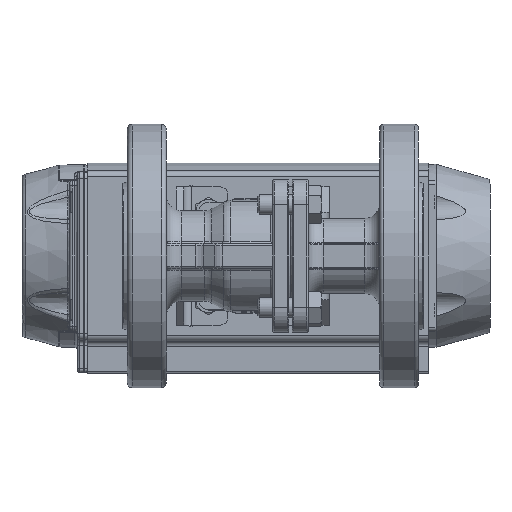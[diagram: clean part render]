
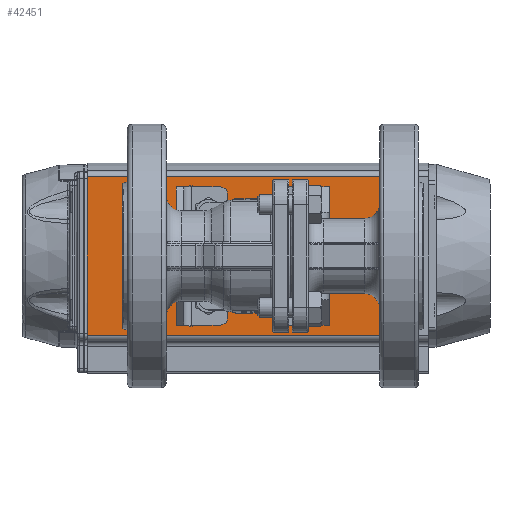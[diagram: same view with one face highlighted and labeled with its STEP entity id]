
A CAD part, front view. The second image highlights one B-rep face of the part: STEP entity #42451.
In plain terms, the highlighted planar face has unit normal (0, -1, 0).
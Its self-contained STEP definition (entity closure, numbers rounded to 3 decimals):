
#4165=LINE('',#115642,#6510);
#4167=LINE('',#115649,#6512);
#4179=LINE('',#115701,#6524);
#4180=LINE('',#115707,#6525);
#6510=VECTOR('',#57309,1000.);
#6512=VECTOR('',#57315,1000.);
#6524=VECTOR('',#57361,1000.);
#6525=VECTOR('',#57364,1000.);
#19995=ORIENTED_EDGE('',*,*,#26265,.F.);
#19996=ORIENTED_EDGE('',*,*,#26295,.T.);
#19997=ORIENTED_EDGE('',*,*,#26268,.T.);
#19998=ORIENTED_EDGE('',*,*,#26293,.F.);
#19999=ORIENTED_EDGE('',*,*,#26161,.T.);
#20000=ORIENTED_EDGE('',*,*,#26186,.T.);
#20001=ORIENTED_EDGE('',*,*,#26188,.T.);
#20002=ORIENTED_EDGE('',*,*,#26190,.T.);
#20003=ORIENTED_EDGE('',*,*,#26192,.T.);
#20004=ORIENTED_EDGE('',*,*,#26194,.T.);
#20005=ORIENTED_EDGE('',*,*,#26196,.T.);
#20006=ORIENTED_EDGE('',*,*,#26198,.T.);
#20007=ORIENTED_EDGE('',*,*,#26200,.T.);
#26161=EDGE_CURVE('',#30275,#30275,#32295,.T.);
#26186=EDGE_CURVE('',#30300,#30300,#32320,.T.);
#26188=EDGE_CURVE('',#30302,#30302,#32322,.T.);
#26190=EDGE_CURVE('',#30304,#30304,#32324,.T.);
#26192=EDGE_CURVE('',#30306,#30306,#32326,.T.);
#26194=EDGE_CURVE('',#30308,#30308,#32328,.T.);
#26196=EDGE_CURVE('',#30310,#30310,#32330,.T.);
#26198=EDGE_CURVE('',#30312,#30312,#32332,.T.);
#26200=EDGE_CURVE('',#30314,#30314,#32334,.T.);
#26265=EDGE_CURVE('',#30392,#30367,#4165,.T.);
#26268=EDGE_CURVE('',#30396,#30395,#4167,.T.);
#26293=EDGE_CURVE('',#30367,#30395,#4179,.T.);
#26295=EDGE_CURVE('',#30392,#30396,#4180,.T.);
#30275=VERTEX_POINT('',#115356);
#30300=VERTEX_POINT('',#115419);
#30302=VERTEX_POINT('',#115424);
#30304=VERTEX_POINT('',#115429);
#30306=VERTEX_POINT('',#115434);
#30308=VERTEX_POINT('',#115439);
#30310=VERTEX_POINT('',#115444);
#30312=VERTEX_POINT('',#115449);
#30314=VERTEX_POINT('',#115454);
#30367=VERTEX_POINT('',#115591);
#30392=VERTEX_POINT('',#115641);
#30395=VERTEX_POINT('',#115648);
#30396=VERTEX_POINT('',#115650);
#32295=CIRCLE('',#46904,14.635);
#32320=CIRCLE('',#46942,3.324);
#32322=CIRCLE('',#46945,3.324);
#32324=CIRCLE('',#46948,3.324);
#32326=CIRCLE('',#46951,3.324);
#32328=CIRCLE('',#46954,2.459);
#32330=CIRCLE('',#46957,2.459);
#32332=CIRCLE('',#46960,2.459);
#32334=CIRCLE('',#46963,2.459);
#35593=EDGE_LOOP('',(#19995,#19996,#19997,#19998));
#35594=EDGE_LOOP('',(#19999));
#35595=EDGE_LOOP('',(#20000));
#35596=EDGE_LOOP('',(#20001));
#35597=EDGE_LOOP('',(#20002));
#35598=EDGE_LOOP('',(#20003));
#35599=EDGE_LOOP('',(#20004));
#35600=EDGE_LOOP('',(#20005));
#35601=EDGE_LOOP('',(#20006));
#35602=EDGE_LOOP('',(#20007));
#38917=FACE_BOUND('',#35593,.T.);
#38918=FACE_BOUND('',#35594,.T.);
#38919=FACE_BOUND('',#35595,.T.);
#38920=FACE_BOUND('',#35596,.T.);
#38921=FACE_BOUND('',#35597,.T.);
#38922=FACE_BOUND('',#35598,.T.);
#38923=FACE_BOUND('',#35599,.T.);
#38924=FACE_BOUND('',#35600,.T.);
#38925=FACE_BOUND('',#35601,.T.);
#38926=FACE_BOUND('',#35602,.T.);
#39890=PLANE('',#47075);
#42451=ADVANCED_FACE('',(#38917,#38918,#38919,#38920,#38921,#38922,#38923,
#38924,#38925,#38926),#39890,.T.);
#46904=AXIS2_PLACEMENT_3D('',#115355,#56992,#56993);
#46942=AXIS2_PLACEMENT_3D('',#115418,#57068,#57069);
#46945=AXIS2_PLACEMENT_3D('',#115423,#57074,#57075);
#46948=AXIS2_PLACEMENT_3D('',#115428,#57080,#57081);
#46951=AXIS2_PLACEMENT_3D('',#115433,#57086,#57087);
#46954=AXIS2_PLACEMENT_3D('',#115438,#57092,#57093);
#46957=AXIS2_PLACEMENT_3D('',#115443,#57098,#57099);
#46960=AXIS2_PLACEMENT_3D('',#115448,#57104,#57105);
#46963=AXIS2_PLACEMENT_3D('',#115453,#57110,#57111);
#47075=AXIS2_PLACEMENT_3D('',#115706,#57362,#57363);
#56992=DIRECTION('',(0.,1.,0.));
#56993=DIRECTION('',(1.,0.,0.));
#57068=DIRECTION('',(0.,1.,0.));
#57069=DIRECTION('',(1.,0.,0.));
#57074=DIRECTION('',(0.,1.,0.));
#57075=DIRECTION('',(1.,0.,0.));
#57080=DIRECTION('',(0.,1.,0.));
#57081=DIRECTION('',(1.,0.,0.));
#57086=DIRECTION('',(0.,1.,0.));
#57087=DIRECTION('',(1.,0.,0.));
#57092=DIRECTION('',(0.,1.,0.));
#57093=DIRECTION('',(1.,0.,0.));
#57098=DIRECTION('',(0.,1.,0.));
#57099=DIRECTION('',(1.,0.,0.));
#57104=DIRECTION('',(0.,1.,0.));
#57105=DIRECTION('',(1.,0.,0.));
#57110=DIRECTION('',(0.,1.,0.));
#57111=DIRECTION('',(1.,0.,0.));
#57309=DIRECTION('',(1.,0.,0.));
#57315=DIRECTION('',(1.,0.,0.));
#57361=DIRECTION('',(0.,0.,-1.));
#57362=DIRECTION('',(0.,-1.,0.));
#57363=DIRECTION('',(-1.,0.,0.));
#57364=DIRECTION('',(0.,0.,-1.));
#115355=CARTESIAN_POINT('',(0.,-44.471,66.));
#115356=CARTESIAN_POINT('',(14.635,-44.471,66.));
#115418=CARTESIAN_POINT('',(-24.749,-44.471,41.251));
#115419=CARTESIAN_POINT('',(-21.425,-44.471,41.251));
#115423=CARTESIAN_POINT('',(24.749,-44.471,41.251));
#115424=CARTESIAN_POINT('',(28.072,-44.471,41.251));
#115428=CARTESIAN_POINT('',(24.749,-44.471,90.749));
#115429=CARTESIAN_POINT('',(28.072,-44.471,90.749));
#115433=CARTESIAN_POINT('',(-24.749,-44.471,90.749));
#115434=CARTESIAN_POINT('',(-21.425,-44.471,90.749));
#115438=CARTESIAN_POINT('',(-17.678,-44.471,83.678));
#115439=CARTESIAN_POINT('',(-15.219,-44.471,83.678));
#115443=CARTESIAN_POINT('',(-17.678,-44.471,48.322));
#115444=CARTESIAN_POINT('',(-15.219,-44.471,48.322));
#115448=CARTESIAN_POINT('',(17.678,-44.471,48.322));
#115449=CARTESIAN_POINT('',(20.136,-44.471,48.322));
#115453=CARTESIAN_POINT('',(17.678,-44.471,83.678));
#115454=CARTESIAN_POINT('',(20.136,-44.471,83.678));
#115591=CARTESIAN_POINT('',(31.5,-44.471,132.));
#115641=CARTESIAN_POINT('',(-31.5,-44.471,132.));
#115642=CARTESIAN_POINT('',(5.25,-44.471,132.));
#115648=CARTESIAN_POINT('',(31.5,-44.471,0.));
#115649=CARTESIAN_POINT('',(5.25,-44.471,0.));
#115650=CARTESIAN_POINT('',(-31.5,-44.471,0.));
#115701=CARTESIAN_POINT('',(31.5,-44.471,0.));
#115706=CARTESIAN_POINT('',(-31.5,-44.471,0.));
#115707=CARTESIAN_POINT('',(-31.5,-44.471,0.));
